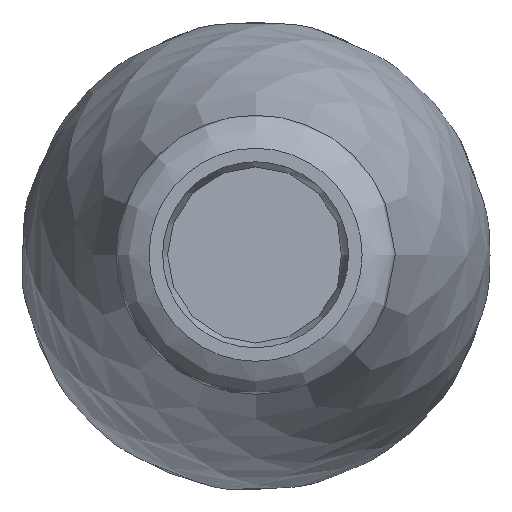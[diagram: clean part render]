
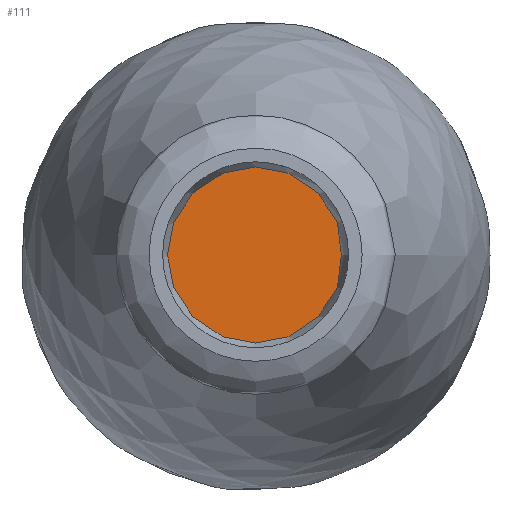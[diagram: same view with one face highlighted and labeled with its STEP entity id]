
A CAD part, top view. The second image highlights one B-rep face of the part: STEP entity #111.
In plain terms, the highlighted planar face has unit normal (0, 0, 1).
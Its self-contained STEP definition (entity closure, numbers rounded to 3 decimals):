
#22=PLANE('',#138);
#33=FACE_OUTER_BOUND('',#42,.T.);
#42=EDGE_LOOP('',(#100));
#55=CIRCLE('',#137,10.358);
#64=VERTEX_POINT('',#847);
#77=EDGE_CURVE('',#64,#64,#55,.T.);
#100=ORIENTED_EDGE('',*,*,#77,.T.);
#111=ADVANCED_FACE('',(#33),#22,.T.);
#137=AXIS2_PLACEMENT_3D('',#882,#163,#164);
#138=AXIS2_PLACEMENT_3D('',#883,#165,#166);
#163=DIRECTION('center_axis',(0.,0.,1.));
#164=DIRECTION('ref_axis',(1.,0.,0.));
#165=DIRECTION('center_axis',(0.,0.,1.));
#166=DIRECTION('ref_axis',(1.,0.,0.));
#847=CARTESIAN_POINT('',(10.358,0.,-48.5));
#882=CARTESIAN_POINT('Origin',(0.,0.,-48.5));
#883=CARTESIAN_POINT('Origin',(0.,0.,-48.5));
